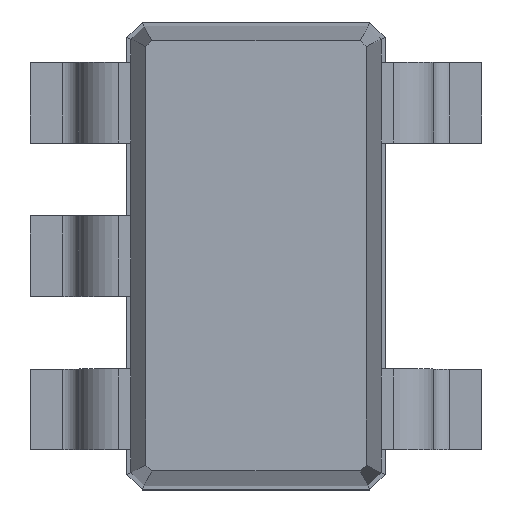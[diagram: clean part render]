
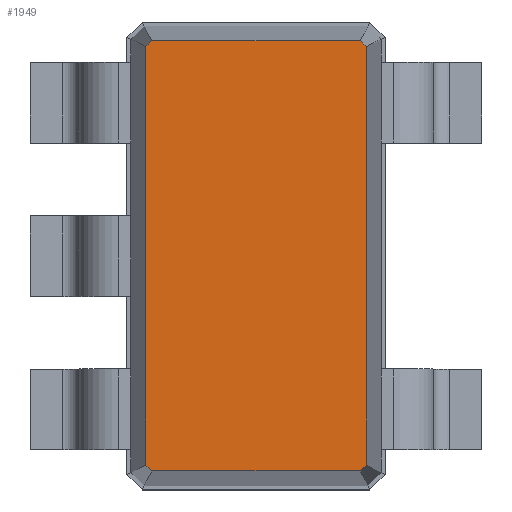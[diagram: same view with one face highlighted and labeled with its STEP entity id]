
A CAD part, top view. The second image highlights one B-rep face of the part: STEP entity #1949.
In plain terms, the highlighted planar face has unit normal (0, 0, 1).
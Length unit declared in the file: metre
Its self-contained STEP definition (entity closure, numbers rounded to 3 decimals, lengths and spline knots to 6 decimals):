
#340=ORIENTED_EDGE('',*,*,#841,.F.);
#341=ORIENTED_EDGE('',*,*,#761,.F.);
#342=ORIENTED_EDGE('',*,*,#768,.F.);
#343=ORIENTED_EDGE('',*,*,#771,.F.);
#344=ORIENTED_EDGE('',*,*,#774,.F.);
#345=ORIENTED_EDGE('',*,*,#837,.F.);
#346=ORIENTED_EDGE('',*,*,#844,.F.);
#347=ORIENTED_EDGE('',*,*,#845,.F.);
#761=EDGE_CURVE('',#1014,#1015,#1190,.T.);
#768=EDGE_CURVE('',#1018,#1014,#1197,.T.);
#771=EDGE_CURVE('',#1020,#1018,#1200,.T.);
#774=EDGE_CURVE('',#1022,#1020,#1203,.T.);
#837=EDGE_CURVE('',#1068,#1022,#1254,.T.);
#841=EDGE_CURVE('',#1015,#1069,#1258,.T.);
#844=EDGE_CURVE('',#1071,#1068,#1261,.T.);
#845=EDGE_CURVE('',#1069,#1071,#1262,.T.);
#1014=VERTEX_POINT('',#3158);
#1015=VERTEX_POINT('',#3160);
#1018=VERTEX_POINT('',#3170);
#1020=VERTEX_POINT('',#3176);
#1022=VERTEX_POINT('',#3182);
#1068=VERTEX_POINT('',#3310);
#1069=VERTEX_POINT('',#3317);
#1071=VERTEX_POINT('',#3323);
#1190=LINE('',#3159,#1427);
#1197=LINE('',#3171,#1434);
#1200=LINE('',#3177,#1437);
#1203=LINE('',#3183,#1440);
#1254=LINE('',#3311,#1491);
#1258=LINE('',#3316,#1495);
#1261=LINE('',#3322,#1498);
#1262=LINE('',#3324,#1499);
#1427=VECTOR('',#2601,1.);
#1434=VECTOR('',#2610,1.);
#1437=VECTOR('',#2615,1.);
#1440=VECTOR('',#2620,1.);
#1491=VECTOR('',#2733,1.);
#1495=VECTOR('',#2739,1.);
#1498=VECTOR('',#2744,1.);
#1499=VECTOR('',#2745,1.);
#1642=EDGE_LOOP('',(#340,#341,#342,#343,#344,#345,#346,#347));
#1751=FACE_BOUND('',#1642,.T.);
#1845=PLANE('',#2366);
#1949=ADVANCED_FACE('',(#1751),#1845,.T.);
#2366=AXIS2_PLACEMENT_3D('',#3321,#2742,#2743);
#2601=DIRECTION('',(0.,1.,0.));
#2610=DIRECTION('',(-0.707,0.707,0.));
#2615=DIRECTION('',(-1.,0.,0.));
#2620=DIRECTION('',(-0.707,-0.707,0.));
#2733=DIRECTION('',(0.,-1.,0.));
#2739=DIRECTION('',(0.707,0.707,0.));
#2742=DIRECTION('',(0.,0.,1.));
#2743=DIRECTION('',(0.436,-0.9,0.));
#2744=DIRECTION('',(0.707,-0.707,0.));
#2745=DIRECTION('',(1.,0.,0.));
#3158=CARTESIAN_POINT('',(-0.000684,-0.001297,0.00155));
#3159=CARTESIAN_POINT('',(-0.000684,-0.001297,0.00155));
#3160=CARTESIAN_POINT('',(-0.000684,0.001297,0.00155));
#3170=CARTESIAN_POINT('',(-0.000647,-0.001334,0.00155));
#3171=CARTESIAN_POINT('',(-0.000647,-0.001334,0.00155));
#3176=CARTESIAN_POINT('',(0.000647,-0.001334,0.00155));
#3177=CARTESIAN_POINT('',(0.000647,-0.001334,0.00155));
#3182=CARTESIAN_POINT('',(0.000684,-0.001297,0.00155));
#3183=CARTESIAN_POINT('',(0.000684,-0.001297,0.00155));
#3310=CARTESIAN_POINT('',(0.000684,0.001297,0.00155));
#3311=CARTESIAN_POINT('',(0.000684,0.001297,0.00155));
#3316=CARTESIAN_POINT('',(-0.000684,0.001297,0.00155));
#3317=CARTESIAN_POINT('',(-0.000647,0.001334,0.00155));
#3321=CARTESIAN_POINT('',(-0.000647,0.001334,0.00155));
#3322=CARTESIAN_POINT('',(0.000647,0.001334,0.00155));
#3323=CARTESIAN_POINT('',(0.000647,0.001334,0.00155));
#3324=CARTESIAN_POINT('',(-0.000647,0.001334,0.00155));
